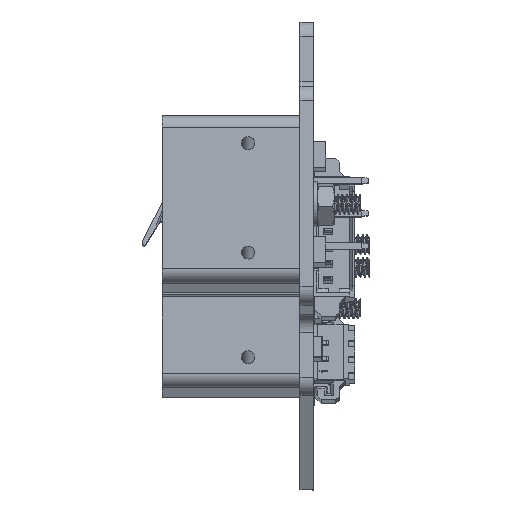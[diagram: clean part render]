
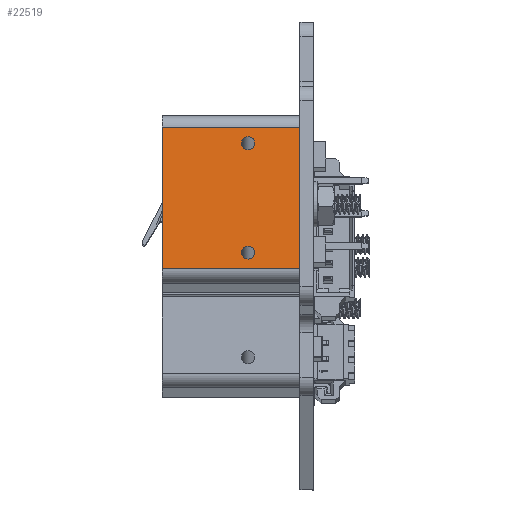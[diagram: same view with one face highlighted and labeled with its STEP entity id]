
A CAD part, left-side view. The second image highlights one B-rep face of the part: STEP entity #22519.
In plain terms, the highlighted face is planar.
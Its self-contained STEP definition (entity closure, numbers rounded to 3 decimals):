
#586=FACE_BOUND('',#3490,.T.);
#587=FACE_BOUND('',#3491,.T.);
#886=CIRCLE('',#24266,0.5);
#887=CIRCLE('',#24267,0.5);
#889=CIRCLE('',#24270,0.5);
#890=CIRCLE('',#24271,0.5);
#2243=FACE_OUTER_BOUND('',#3489,.T.);
#3489=EDGE_LOOP('',(#20014,#20015,#20016,#20017));
#3490=EDGE_LOOP('',(#20018,#20019));
#3491=EDGE_LOOP('',(#20020,#20021));
#6167=LINE('',#37080,#8823);
#6168=LINE('',#37087,#8824);
#6169=LINE('',#37090,#8825);
#6170=LINE('',#37091,#8826);
#8823=VECTOR('',#29869,10.);
#8824=VECTOR('',#29878,10.);
#8825=VECTOR('',#29881,10.);
#8826=VECTOR('',#29882,10.);
#10781=VERTEX_POINT('',#36990);
#10782=VERTEX_POINT('',#36991);
#10784=VERTEX_POINT('',#36998);
#10785=VERTEX_POINT('',#36999);
#10812=VERTEX_POINT('',#37077);
#10813=VERTEX_POINT('',#37079);
#10815=VERTEX_POINT('',#37085);
#10816=VERTEX_POINT('',#37089);
#13866=EDGE_CURVE('',#10781,#10782,#886,.T.);
#13867=EDGE_CURVE('',#10782,#10781,#887,.T.);
#13870=EDGE_CURVE('',#10784,#10785,#889,.T.);
#13871=EDGE_CURVE('',#10785,#10784,#890,.T.);
#13909=EDGE_CURVE('',#10813,#10812,#6167,.T.);
#13913=EDGE_CURVE('',#10813,#10815,#6168,.T.);
#13914=EDGE_CURVE('',#10816,#10812,#6169,.T.);
#13915=EDGE_CURVE('',#10815,#10816,#6170,.T.);
#20014=ORIENTED_EDGE('',*,*,#13913,.F.);
#20015=ORIENTED_EDGE('',*,*,#13909,.T.);
#20016=ORIENTED_EDGE('',*,*,#13914,.F.);
#20017=ORIENTED_EDGE('',*,*,#13915,.F.);
#20018=ORIENTED_EDGE('',*,*,#13866,.T.);
#20019=ORIENTED_EDGE('',*,*,#13867,.T.);
#20020=ORIENTED_EDGE('',*,*,#13870,.T.);
#20021=ORIENTED_EDGE('',*,*,#13871,.T.);
#21423=PLANE('',#24294);
#22519=ADVANCED_FACE('',(#2243,#586,#587),#21423,.T.);
#24266=AXIS2_PLACEMENT_3D('',#36992,#29788,#29789);
#24267=AXIS2_PLACEMENT_3D('',#36993,#29790,#29791);
#24270=AXIS2_PLACEMENT_3D('',#37000,#29797,#29798);
#24271=AXIS2_PLACEMENT_3D('',#37001,#29799,#29800);
#24294=AXIS2_PLACEMENT_3D('',#37088,#29879,#29880);
#29788=DIRECTION('center_axis',(0.,0.,-1.));
#29789=DIRECTION('ref_axis',(1.,0.,0.));
#29790=DIRECTION('center_axis',(0.,0.,-1.));
#29791=DIRECTION('ref_axis',(1.,0.,0.));
#29797=DIRECTION('center_axis',(0.,0.,-1.));
#29798=DIRECTION('ref_axis',(1.,0.,0.));
#29799=DIRECTION('center_axis',(0.,0.,-1.));
#29800=DIRECTION('ref_axis',(1.,0.,0.));
#29869=DIRECTION('',(1.,0.,0.));
#29878=DIRECTION('',(0.,1.,0.));
#29879=DIRECTION('center_axis',(0.,0.,1.));
#29880=DIRECTION('ref_axis',(1.,0.,0.));
#29881=DIRECTION('',(0.,-1.,0.));
#29882=DIRECTION('',(1.,0.,0.));
#36990=CARTESIAN_POINT('',(-10.25,4.,0.));
#36991=CARTESIAN_POINT('',(-11.25,4.,0.));
#36992=CARTESIAN_POINT('Origin',(-10.75,4.,0.));
#36993=CARTESIAN_POINT('Origin',(-10.75,4.,0.));
#36998=CARTESIAN_POINT('',(-1.75,4.,0.));
#36999=CARTESIAN_POINT('',(-2.75,4.,0.));
#37000=CARTESIAN_POINT('Origin',(-2.25,4.,0.));
#37001=CARTESIAN_POINT('Origin',(-2.25,4.,0.));
#37077=CARTESIAN_POINT('',(-1.,0.,0.));
#37079=CARTESIAN_POINT('',(-12.,0.,0.));
#37080=CARTESIAN_POINT('',(-13.,0.,0.));
#37085=CARTESIAN_POINT('',(-12.,10.6,0.));
#37087=CARTESIAN_POINT('',(-12.,0.,0.));
#37088=CARTESIAN_POINT('Origin',(-13.,0.,0.));
#37089=CARTESIAN_POINT('',(-1.,10.6,0.));
#37090=CARTESIAN_POINT('',(-1.,0.,0.));
#37091=CARTESIAN_POINT('',(-13.,10.6,0.));
